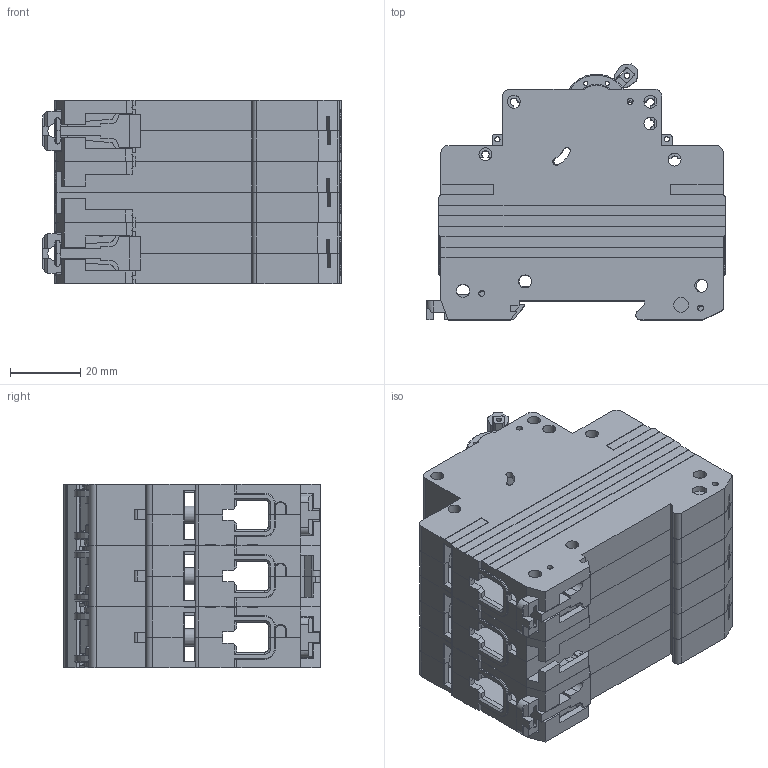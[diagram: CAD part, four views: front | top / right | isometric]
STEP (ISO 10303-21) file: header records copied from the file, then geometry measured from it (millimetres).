
FILE_DESCRIPTION (( 'STEP AP214' ), '1' );
FILE_NAME ('OptiDin BM63 3x.STEP', '2013-10-18T09:41:08', ( '1' ), ( 'keaz' ), 'SwSTEP 2.0', 'SolidWorks 2007', '' );
FILE_SCHEMA (( 'AUTOMOTIVE_DESIGN' ));
Length unit declared in the file: millimetre
Products named in the file (8): ðó÷êà_N_ÃÆÈÊ.753725.004_Ïî óìîë÷àíèþ; OptiDin BM63 3x; áîê ïðàâàÿ; 妈眚_闷仁.758151.057; èíäèêàòîð_êîíô_ÃÆÈÊ.753725.005_Ïî óìîë÷àíèþ; çàù¸ëêà_ñòàðàÿ_äëÿ ñáîðêè; Ñêîáà_3Ï_ÃÆÈÊ.746442.004_-02 (áåç ñëåäà); áîê ëåâàÿ
Assembly tree (21 placements, depth 2):
  OptiDin BM63 3x
    èíäèêàòîð_êîíô_ÃÆÈÊ.753725.005_Ïî óìîë÷àíèþ  x3
    ðó÷êà_N_ÃÆÈÊ.753725.004_Ïî óìîë÷àíèþ  x3
    çàù¸ëêà_ñòàðàÿ_äëÿ ñáîðêè  x2
    áîê ïðàâàÿ  x3
    Ñêîáà_3Ï_ÃÆÈÊ.746442.004_-02 (áåç ñëåäà)
    妈眚_闷仁.758151.057  x6
    áîê ëåâàÿ  x3
Bounding box: 85.3 x 73.17 x 52.5 mm (x, y, z)
Volume: 67926.4 mm3; surface area: 105288.5 mm2
Topology: 21 solids, 21 shells, 4701 faces, 13431 edges, 8825 vertices
Faces by surface type: plane 3156, cylinder 1407, cone 108, torus 30
Entity records: 53409 total; most frequent: CARTESIAN_POINT 9208, ORIENTED_EDGE 9006, DIRECTION 8770, EDGE_CURVE 4503, VECTOR 3326, LINE 3326, VERTEX_POINT 2962, AXIS2_PLACEMENT_3D 2722
